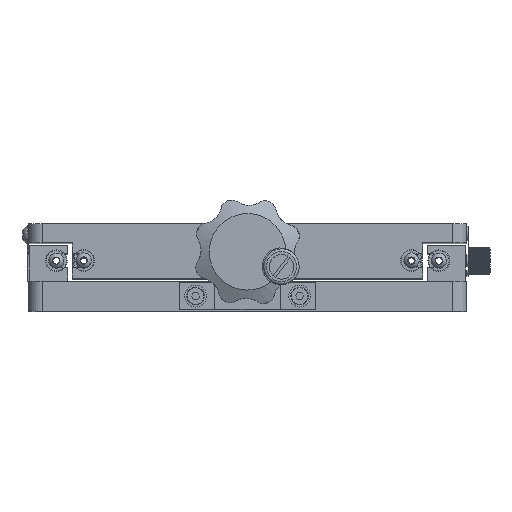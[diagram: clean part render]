
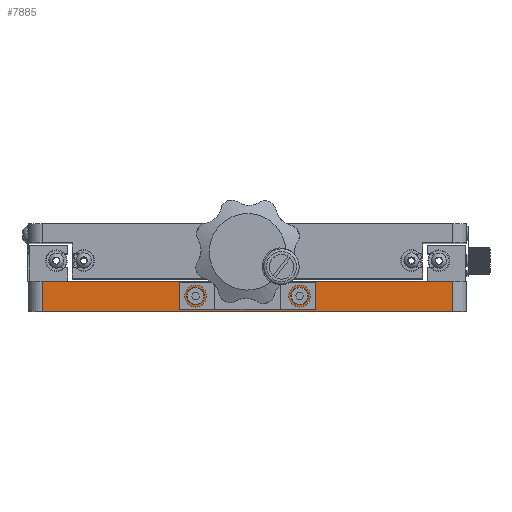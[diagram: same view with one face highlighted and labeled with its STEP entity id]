
A CAD part, top view. The second image highlights one B-rep face of the part: STEP entity #7885.
In plain terms, the highlighted planar face has unit normal (0, 0, 1).
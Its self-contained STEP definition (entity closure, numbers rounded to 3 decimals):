
#385 = VERTEX_POINT ( 'NONE', #7199 ) ;
#1170 = CARTESIAN_POINT ( 'NONE',  ( -75., 11., 0. ) ) ;
#1188 = VERTEX_POINT ( 'NONE', #34955 ) ;
#1400 = CARTESIAN_POINT ( 'NONE',  ( -80., 11., 0. ) ) ;
#1625 = VERTEX_POINT ( 'NONE', #16298 ) ;
#1672 = VECTOR ( 'NONE', #34991, 1000. ) ;
#2316 = EDGE_LOOP ( 'NONE', ( #26686 ) ) ;
#2321 = ORIENTED_EDGE ( 'NONE', *, *, #17594, .T. ) ;
#2924 = CARTESIAN_POINT ( 'NONE',  ( 10., 5.5, 0. ) ) ;
#6030 = ORIENTED_EDGE ( 'NONE', *, *, #42842, .F. ) ;
#6372 = EDGE_CURVE ( 'NONE', #1625, #28984, #17771, .T. ) ;
#6431 = CARTESIAN_POINT ( 'NONE',  ( -10., 5.5, 0. ) ) ;
#7199 = CARTESIAN_POINT ( 'NONE',  ( 19., 3.85, 0. ) ) ;
#7885 = ADVANCED_FACE ( 'NONE', ( #42173, #24955, #31985, #39666, #22466 ), #42407, .F. ) ;
#8298 = AXIS2_PLACEMENT_3D ( 'NONE', #10115, #34116, #31148 ) ;
#8315 = CARTESIAN_POINT ( 'NONE',  ( -75., 11., 0. ) ) ;
#9955 = DIRECTION ( 'NONE',  ( -1., 0., 0. ) ) ;
#10115 = CARTESIAN_POINT ( 'NONE',  ( -19., 5.5, 0. ) ) ;
#10838 = CARTESIAN_POINT ( 'NONE',  ( -80., 11., 0. ) ) ;
#10890 = ORIENTED_EDGE ( 'NONE', *, *, #12502, .F. ) ;
#12502 = EDGE_CURVE ( 'NONE', #17611, #17611, #25130, .T. ) ;
#12870 = AXIS2_PLACEMENT_3D ( 'NONE', #2924, #17197, #9955 ) ;
#13091 = EDGE_CURVE ( 'NONE', #385, #385, #41773, .T. ) ;
#13200 = DIRECTION ( 'NONE',  ( 0., 0., 1. ) ) ;
#13250 = DIRECTION ( 'NONE',  ( -1., 0., 0. ) ) ;
#14927 = EDGE_LOOP ( 'NONE', ( #43901 ) ) ;
#15006 = DIRECTION ( 'NONE',  ( 0., 0., -1. ) ) ;
#16290 = VECTOR ( 'NONE', #38132, 1000. ) ;
#16298 = CARTESIAN_POINT ( 'NONE',  ( -75., 0., 0. ) ) ;
#16801 = CARTESIAN_POINT ( 'NONE',  ( 19., 5.5, 0. ) ) ;
#16851 = DIRECTION ( 'NONE',  ( 0., 0., 1. ) ) ;
#17197 = DIRECTION ( 'NONE',  ( 0., 0., 1. ) ) ;
#17594 = EDGE_CURVE ( 'NONE', #28984, #1188, #27494, .T. ) ;
#17611 = VERTEX_POINT ( 'NONE', #20571 ) ;
#17771 = LINE ( 'NONE', #34306, #1672 ) ;
#18616 = EDGE_LOOP ( 'NONE', ( #10890 ) ) ;
#19874 = CIRCLE ( 'NONE', #8298, 1.65 ) ;
#20571 = CARTESIAN_POINT ( 'NONE',  ( 7.5, 5.5, 0. ) ) ;
#22248 = CARTESIAN_POINT ( 'NONE',  ( -12.5, 5.5, 0. ) ) ;
#22268 = AXIS2_PLACEMENT_3D ( 'NONE', #16801, #13200, #28511 ) ;
#22466 = FACE_OUTER_BOUND ( 'NONE', #37608, .T. ) ;
#23015 = ORIENTED_EDGE ( 'NONE', *, *, #38074, .T. ) ;
#24635 = DIRECTION ( 'NONE',  ( 1., 0., 0. ) ) ;
#24955 = FACE_BOUND ( 'NONE', #36712, .T. ) ;
#25130 = CIRCLE ( 'NONE', #12870, 2.5 ) ;
#26136 = VECTOR ( 'NONE', #42967, 1000. ) ;
#26686 = ORIENTED_EDGE ( 'NONE', *, *, #42484, .F. ) ;
#27494 = LINE ( 'NONE', #41305, #16290 ) ;
#27949 = EDGE_CURVE ( 'NONE', #30077, #1188, #34843, .T. ) ;
#28511 = DIRECTION ( 'NONE',  ( 0., -1., 0. ) ) ;
#28705 = VECTOR ( 'NONE', #24635, 1000. ) ;
#28757 = ORIENTED_EDGE ( 'NONE', *, *, #6372, .T. ) ;
#28984 = VERTEX_POINT ( 'NONE', #32644 ) ;
#29141 = LINE ( 'NONE', #8315, #26136 ) ;
#29201 = AXIS2_PLACEMENT_3D ( 'NONE', #1400, #15006, #36287 ) ;
#30077 = VERTEX_POINT ( 'NONE', #1170 ) ;
#31148 = DIRECTION ( 'NONE',  ( 0., -1., 0. ) ) ;
#31421 = AXIS2_PLACEMENT_3D ( 'NONE', #6431, #16851, #13250 ) ;
#31764 = VERTEX_POINT ( 'NONE', #31992 ) ;
#31956 = ORIENTED_EDGE ( 'NONE', *, *, #27949, .F. ) ;
#31985 = FACE_BOUND ( 'NONE', #2316, .T. ) ;
#31992 = CARTESIAN_POINT ( 'NONE',  ( -19., 3.85, 0. ) ) ;
#32644 = CARTESIAN_POINT ( 'NONE',  ( 75., 0., 0. ) ) ;
#34116 = DIRECTION ( 'NONE',  ( 0., 0., 1. ) ) ;
#34306 = CARTESIAN_POINT ( 'NONE',  ( -80., 0., 0. ) ) ;
#34843 = LINE ( 'NONE', #10838, #28705 ) ;
#34955 = CARTESIAN_POINT ( 'NONE',  ( 75., 11., 0. ) ) ;
#34991 = DIRECTION ( 'NONE',  ( 1., 0., 0. ) ) ;
#35628 = VERTEX_POINT ( 'NONE', #22248 ) ;
#36287 = DIRECTION ( 'NONE',  ( 1., 0., 0. ) ) ;
#36712 = EDGE_LOOP ( 'NONE', ( #6030 ) ) ;
#37608 = EDGE_LOOP ( 'NONE', ( #28757, #2321, #31956, #23015 ) ) ;
#38074 = EDGE_CURVE ( 'NONE', #30077, #1625, #29141, .T. ) ;
#38132 = DIRECTION ( 'NONE',  ( 0., 1., 0. ) ) ;
#39666 = FACE_BOUND ( 'NONE', #14927, .T. ) ;
#41305 = CARTESIAN_POINT ( 'NONE',  ( 75., 11., 0. ) ) ;
#41773 = CIRCLE ( 'NONE', #22268, 1.65 ) ;
#42173 = FACE_BOUND ( 'NONE', #18616, .T. ) ;
#42407 = PLANE ( 'NONE',  #29201 ) ;
#42484 = EDGE_CURVE ( 'NONE', #31764, #31764, #19874, .T. ) ;
#42842 = EDGE_CURVE ( 'NONE', #35628, #35628, #43728, .T. ) ;
#42967 = DIRECTION ( 'NONE',  ( 0., -1., 0. ) ) ;
#43728 = CIRCLE ( 'NONE', #31421, 2.5 ) ;
#43901 = ORIENTED_EDGE ( 'NONE', *, *, #13091, .F. ) ;
